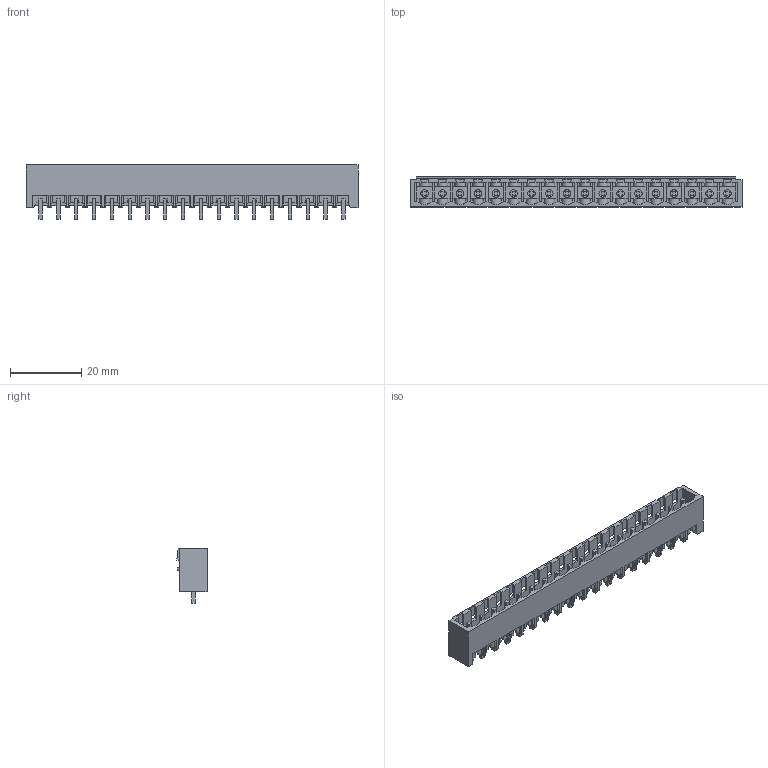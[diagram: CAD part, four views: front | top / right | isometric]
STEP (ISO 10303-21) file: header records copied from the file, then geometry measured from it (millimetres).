
FILE_DESCRIPTION(('CATIA V5 STEP Exchange','CAx-IF Rec.Pracs.--- Model Styling and Organization---1.2---2011-12-15'),'2;1');
FILE_NAME ('D1457149_0_1841320000_1841320000.stp','2018-04-11T11:12:11+00:00',('none'),('Weidmueller'),'CATIA Version 5-6 Release 2014','CATIA V5 STEP AP214','none');
FILE_SCHEMA(('AUTOMOTIVE_DESIGN { 1 0 10303 214 1 1 1 1 }'));
Length unit declared in the file: millimetre
Products named in the file (1): 1841320000
Bounding box: 93.2 x 8.43 x 15.2 mm (x, y, z)
Volume: 3317.3 mm3; surface area: 8057.1 mm2
Topology: 19 solids, 19 shells, 1237 faces, 3775 edges, 2542 vertices
Faces by surface type: plane 1045, cylinder 160, extrusion 32
Entity records: 39549 total; most frequent: CARTESIAN_POINT 8298, ORIENTED_EDGE 7550, DIRECTION 4834, EDGE_CURVE 3775, VECTOR 3150, LINE 3118, VERTEX_POINT 2542, EDGE_LOOP 1275
